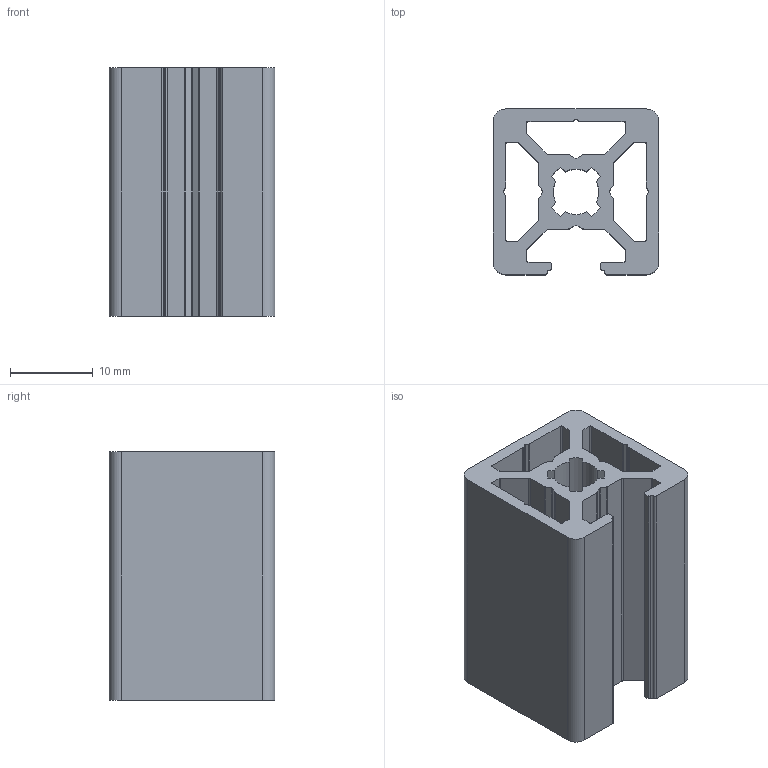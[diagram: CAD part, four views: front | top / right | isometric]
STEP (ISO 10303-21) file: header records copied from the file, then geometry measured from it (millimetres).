
FILE_DESCRIPTION((''),'2;1');
FILE_NAME('20x20-1S.ipt.stp','2011-06-05T17:27:34',(''),(''),'Autodesk Inventor 2011','Autodesk Inventor 2011','');
FILE_SCHEMA(('AUTOMOTIVE_DESIGN { 1 0 10303 214 1 1 1 1 }'));
Length unit declared in the file: millimetre
Products named in the file (1): 20x20-1S
Bounding box: 20 x 20 x 30 mm (x, y, z)
Volume: 5764.2 mm3; surface area: 6604 mm2
Topology: 1 solids, 1 shells, 132 faces, 390 edges, 260 vertices
Faces by surface type: plane 67, cylinder 65
Entity records: 4486 total; most frequent: DIRECTION 786, CARTESIAN_POINT 783, ORIENTED_EDGE 780, EDGE_CURVE 390, AXIS2_PLACEMENT_3D 263, VERTEX_POINT 260, VECTOR 260, LINE 260
